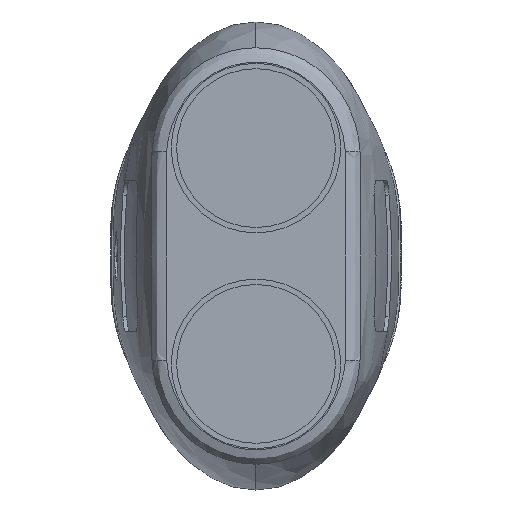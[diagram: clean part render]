
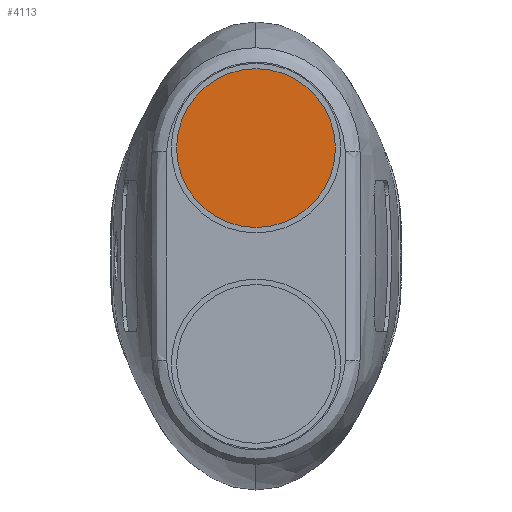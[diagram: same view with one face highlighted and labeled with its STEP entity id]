
A CAD part, left-side view. The second image highlights one B-rep face of the part: STEP entity #4113.
In plain terms, the highlighted planar face has unit normal (-1, 0, 0).
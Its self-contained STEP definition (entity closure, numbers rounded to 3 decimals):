
#178 = CARTESIAN_POINT ( 'NONE',  ( -28.31, 0., 25. ) ) ;
#257 = CIRCLE ( 'NONE', #313, 11. ) ;
#313 = AXIS2_PLACEMENT_3D ( 'NONE', #11664, #15195, #730 ) ;
#730 = DIRECTION ( 'NONE',  ( 0., 0., -1. ) ) ;
#1701 = EDGE_CURVE ( 'NONE', #2186, #9012, #257, .T. ) ;
#2186 = VERTEX_POINT ( 'NONE', #4699 ) ;
#3697 = PLANE ( 'NONE',  #7254 ) ;
#4113 = ADVANCED_FACE ( 'NONE', ( #13156 ), #3697, .T. ) ;
#4699 = CARTESIAN_POINT ( 'NONE',  ( -28.31, 0., 3. ) ) ;
#4876 = DIRECTION ( 'NONE',  ( 0., 0., -1. ) ) ;
#4986 = EDGE_LOOP ( 'NONE', ( #12252, #15523 ) ) ;
#6235 = AXIS2_PLACEMENT_3D ( 'NONE', #11805, #7155, #11749 ) ;
#7155 = DIRECTION ( 'NONE',  ( 1., 0., 0. ) ) ;
#7254 = AXIS2_PLACEMENT_3D ( 'NONE', #12288, #12332, #4876 ) ;
#8729 = EDGE_CURVE ( 'NONE', #9012, #2186, #9728, .T. ) ;
#9012 = VERTEX_POINT ( 'NONE', #178 ) ;
#9728 = CIRCLE ( 'NONE', #6235, 11. ) ;
#11664 = CARTESIAN_POINT ( 'NONE',  ( -28.31, 0., 14. ) ) ;
#11749 = DIRECTION ( 'NONE',  ( 0., 0., -1. ) ) ;
#11805 = CARTESIAN_POINT ( 'NONE',  ( -28.31, 0., 14. ) ) ;
#12252 = ORIENTED_EDGE ( 'NONE', *, *, #1701, .F. ) ;
#12288 = CARTESIAN_POINT ( 'NONE',  ( -28.31, 0., 14. ) ) ;
#12332 = DIRECTION ( 'NONE',  ( -1., 0., 0. ) ) ;
#13156 = FACE_OUTER_BOUND ( 'NONE', #4986, .T. ) ;
#15195 = DIRECTION ( 'NONE',  ( 1., 0., 0. ) ) ;
#15523 = ORIENTED_EDGE ( 'NONE', *, *, #8729, .F. ) ;
